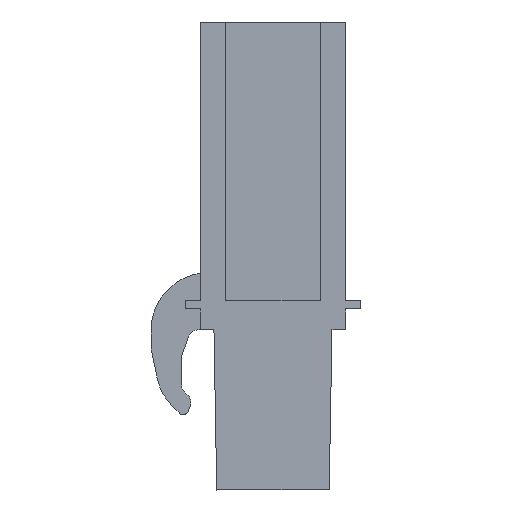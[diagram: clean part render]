
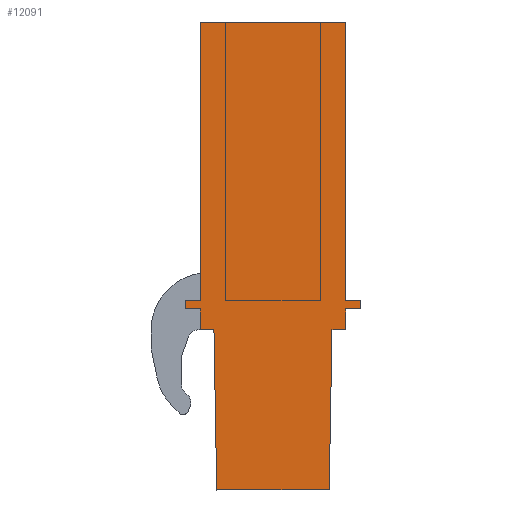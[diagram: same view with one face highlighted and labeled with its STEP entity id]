
A CAD part, left-side view. The second image highlights one B-rep face of the part: STEP entity #12091.
In plain terms, the highlighted planar face has unit normal (-1, 0, 0).
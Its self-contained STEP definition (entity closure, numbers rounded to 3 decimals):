
#12052=AXIS2_PLACEMENT_3D('Plane Axis2P3D',#12049,#12050,#12051) ;
#9668=CARTESIAN_POINT('Vertex',(0.,1.513,8.4)) ;
#9671=CARTESIAN_POINT('Line Origine',(0.,1.587,4.2)) ;
#9675=CARTESIAN_POINT('Vertex',(0.,1.66,0.)) ;
#9700=CARTESIAN_POINT('Vertex',(0.,0.8,8.4)) ;
#9703=CARTESIAN_POINT('Line Origine',(0.,1.157,8.4)) ;
#9725=CARTESIAN_POINT('Vertex',(0.,0.8,9.5)) ;
#9728=CARTESIAN_POINT('Line Origine',(0.,0.8,8.95)) ;
#9745=CARTESIAN_POINT('Vertex',(0.,0.,9.5)) ;
#9748=CARTESIAN_POINT('Line Origine',(0.,0.4,9.5)) ;
#9765=CARTESIAN_POINT('Vertex',(0.,7.707,8.4)) ;
#9768=CARTESIAN_POINT('Line Origine',(0.,8.063,8.4)) ;
#9772=CARTESIAN_POINT('Vertex',(0.,8.42,8.4)) ;
#9826=CARTESIAN_POINT('Vertex',(0.,7.56,0.)) ;
#9829=CARTESIAN_POINT('Line Origine',(0.,7.633,4.2)) ;
#9847=CARTESIAN_POINT('Line Origine',(0.,4.61,0.)) ;
#10228=CARTESIAN_POINT('Vertex',(0.,0.,9.95)) ;
#10231=CARTESIAN_POINT('Line Origine',(0.,0.,9.725)) ;
#10435=CARTESIAN_POINT('Vertex',(0.,8.42,9.95)) ;
#10438=CARTESIAN_POINT('Line Origine',(0.,8.42,17.25)) ;
#10442=CARTESIAN_POINT('Vertex',(0.,8.42,24.55)) ;
#10613=CARTESIAN_POINT('Line Origine',(0.,4.61,24.55)) ;
#10617=CARTESIAN_POINT('Vertex',(0.,0.8,24.55)) ;
#11308=CARTESIAN_POINT('Vertex',(0.,9.22,9.95)) ;
#11311=CARTESIAN_POINT('Line Origine',(0.,8.82,9.95)) ;
#11355=CARTESIAN_POINT('Vertex',(0.,0.8,9.95)) ;
#11358=CARTESIAN_POINT('Line Origine',(0.,0.4,9.95)) ;
#11887=CARTESIAN_POINT('Line Origine',(0.,0.8,17.25)) ;
#12049=CARTESIAN_POINT('Axis2P3D Location',(0.,0.,0.)) ;
#12054=CARTESIAN_POINT('Line Origine',(0.,9.22,9.725)) ;
#12058=CARTESIAN_POINT('Vertex',(0.,9.22,9.5)) ;
#12061=CARTESIAN_POINT('Line Origine',(0.,8.82,9.5)) ;
#12065=CARTESIAN_POINT('Vertex',(0.,8.42,9.5)) ;
#12068=CARTESIAN_POINT('Line Origine',(0.,8.42,8.95)) ;
#9672=DIRECTION('Vector Direction',(0.,0.017,-1.)) ;
#9704=DIRECTION('Vector Direction',(0.,1.,0.)) ;
#9729=DIRECTION('Vector Direction',(0.,0.,-1.)) ;
#9749=DIRECTION('Vector Direction',(0.,1.,0.)) ;
#9769=DIRECTION('Vector Direction',(0.,1.,0.)) ;
#9830=DIRECTION('Vector Direction',(0.,0.017,1.)) ;
#9848=DIRECTION('Vector Direction',(0.,1.,0.)) ;
#10232=DIRECTION('Vector Direction',(0.,0.,-1.)) ;
#10439=DIRECTION('Vector Direction',(0.,0.,1.)) ;
#10614=DIRECTION('Vector Direction',(0.,-1.,0.)) ;
#11312=DIRECTION('Vector Direction',(0.,-1.,0.)) ;
#11359=DIRECTION('Vector Direction',(0.,-1.,0.)) ;
#11888=DIRECTION('Vector Direction',(0.,0.,-1.)) ;
#12050=DIRECTION('Axis2P3D Direction',(-1.,0.,0.)) ;
#12051=DIRECTION('Axis2P3D XDirection',(0.,0.,1.)) ;
#12055=DIRECTION('Vector Direction',(0.,0.,1.)) ;
#12062=DIRECTION('Vector Direction',(0.,1.,0.)) ;
#12069=DIRECTION('Vector Direction',(0.,0.,1.)) ;
#9673=VECTOR('Line Direction',#9672,1.) ;
#9705=VECTOR('Line Direction',#9704,1.) ;
#9730=VECTOR('Line Direction',#9729,1.) ;
#9750=VECTOR('Line Direction',#9749,1.) ;
#9770=VECTOR('Line Direction',#9769,1.) ;
#9831=VECTOR('Line Direction',#9830,1.) ;
#9849=VECTOR('Line Direction',#9848,1.) ;
#10233=VECTOR('Line Direction',#10232,1.) ;
#10440=VECTOR('Line Direction',#10439,1.) ;
#10615=VECTOR('Line Direction',#10614,1.) ;
#11313=VECTOR('Line Direction',#11312,1.) ;
#11360=VECTOR('Line Direction',#11359,1.) ;
#11889=VECTOR('Line Direction',#11888,1.) ;
#12056=VECTOR('Line Direction',#12055,1.) ;
#12063=VECTOR('Line Direction',#12062,1.) ;
#12070=VECTOR('Line Direction',#12069,1.) ;
#12074=ORIENTED_EDGE('',*,*,#9677,.T.) ;
#12075=ORIENTED_EDGE('',*,*,#9707,.T.) ;
#12076=ORIENTED_EDGE('',*,*,#9732,.T.) ;
#12077=ORIENTED_EDGE('',*,*,#9752,.T.) ;
#12078=ORIENTED_EDGE('',*,*,#10235,.T.) ;
#12079=ORIENTED_EDGE('',*,*,#11362,.T.) ;
#12080=ORIENTED_EDGE('',*,*,#11891,.T.) ;
#12081=ORIENTED_EDGE('',*,*,#10619,.T.) ;
#12082=ORIENTED_EDGE('',*,*,#10444,.T.) ;
#12083=ORIENTED_EDGE('',*,*,#11315,.T.) ;
#12084=ORIENTED_EDGE('',*,*,#12060,.T.) ;
#12085=ORIENTED_EDGE('',*,*,#12067,.T.) ;
#12086=ORIENTED_EDGE('',*,*,#12072,.T.) ;
#12087=ORIENTED_EDGE('',*,*,#9774,.T.) ;
#12088=ORIENTED_EDGE('',*,*,#9833,.T.) ;
#12089=ORIENTED_EDGE('',*,*,#9851,.T.) ;
#12091=ADVANCED_FACE('HOUSING',(#12090),#12053,.T.) ;
#9677=EDGE_CURVE('',#9676,#9669,#9674,.F.) ;
#9707=EDGE_CURVE('',#9669,#9701,#9706,.F.) ;
#9732=EDGE_CURVE('',#9701,#9726,#9731,.F.) ;
#9752=EDGE_CURVE('',#9726,#9746,#9751,.F.) ;
#9774=EDGE_CURVE('',#9773,#9766,#9771,.F.) ;
#9833=EDGE_CURVE('',#9766,#9827,#9832,.F.) ;
#9851=EDGE_CURVE('',#9827,#9676,#9850,.F.) ;
#10235=EDGE_CURVE('',#9746,#10229,#10234,.F.) ;
#10444=EDGE_CURVE('',#10443,#10436,#10441,.F.) ;
#10619=EDGE_CURVE('',#10618,#10443,#10616,.F.) ;
#11315=EDGE_CURVE('',#10436,#11309,#11314,.F.) ;
#11362=EDGE_CURVE('',#10229,#11356,#11361,.F.) ;
#11891=EDGE_CURVE('',#11356,#10618,#11890,.F.) ;
#12060=EDGE_CURVE('',#11309,#12059,#12057,.F.) ;
#12067=EDGE_CURVE('',#12059,#12066,#12064,.F.) ;
#12072=EDGE_CURVE('',#12066,#9773,#12071,.F.) ;
#12073=EDGE_LOOP('',(#12074,#12075,#12076,#12077,#12078,#12079,#12080,#12081,#12082,#12083,#12084,#12085,#12086,#12087,#12088,#12089)) ;
#12090=FACE_OUTER_BOUND('',#12073,.T.) ;
#9674=LINE('Line',#9671,#9673) ;
#9706=LINE('Line',#9703,#9705) ;
#9731=LINE('Line',#9728,#9730) ;
#9751=LINE('Line',#9748,#9750) ;
#9771=LINE('Line',#9768,#9770) ;
#9832=LINE('Line',#9829,#9831) ;
#9850=LINE('Line',#9847,#9849) ;
#10234=LINE('Line',#10231,#10233) ;
#10441=LINE('Line',#10438,#10440) ;
#10616=LINE('Line',#10613,#10615) ;
#11314=LINE('Line',#11311,#11313) ;
#11361=LINE('Line',#11358,#11360) ;
#11890=LINE('Line',#11887,#11889) ;
#12057=LINE('Line',#12054,#12056) ;
#12064=LINE('Line',#12061,#12063) ;
#12071=LINE('Line',#12068,#12070) ;
#12053=PLANE('',#12052) ;
#9669=VERTEX_POINT('',#9668) ;
#9676=VERTEX_POINT('',#9675) ;
#9701=VERTEX_POINT('',#9700) ;
#9726=VERTEX_POINT('',#9725) ;
#9746=VERTEX_POINT('',#9745) ;
#9766=VERTEX_POINT('',#9765) ;
#9773=VERTEX_POINT('',#9772) ;
#9827=VERTEX_POINT('',#9826) ;
#10229=VERTEX_POINT('',#10228) ;
#10436=VERTEX_POINT('',#10435) ;
#10443=VERTEX_POINT('',#10442) ;
#10618=VERTEX_POINT('',#10617) ;
#11309=VERTEX_POINT('',#11308) ;
#11356=VERTEX_POINT('',#11355) ;
#12059=VERTEX_POINT('',#12058) ;
#12066=VERTEX_POINT('',#12065) ;
